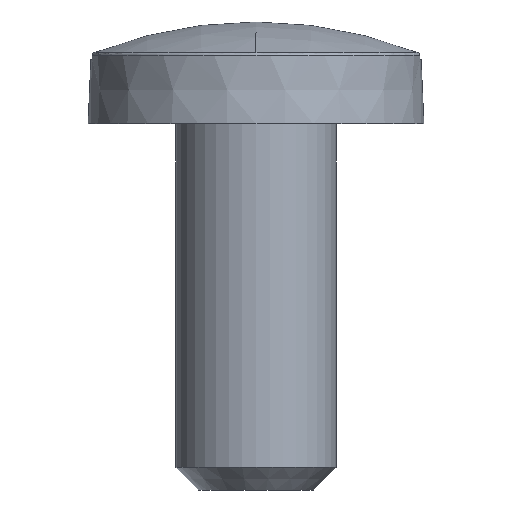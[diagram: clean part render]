
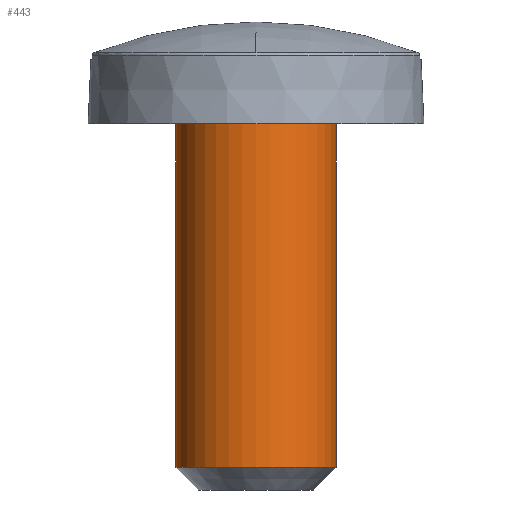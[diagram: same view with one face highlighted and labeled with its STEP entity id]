
A CAD part, front view. The second image highlights one B-rep face of the part: STEP entity #443.
In plain terms, the highlighted cylindrical face has radius 2.083 mm (diameter 4.166 mm), a partial arc.
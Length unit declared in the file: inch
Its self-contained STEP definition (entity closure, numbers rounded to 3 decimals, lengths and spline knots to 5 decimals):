
#34 = VERTEX_POINT ( 'NONE', #661 ) ;
#37 = ORIENTED_EDGE ( 'NONE', *, *, #415, .F. ) ;
#69 = DIRECTION ( 'NONE',  ( 0., 0., 1. ) ) ;
#113 = DIRECTION ( 'NONE',  ( 0., 0., 1. ) ) ;
#143 = FACE_OUTER_BOUND ( 'NONE', #364, .T. ) ;
#147 = LINE ( 'NONE', #518, #658 ) ;
#148 = CARTESIAN_POINT ( 'NONE',  ( -0.082, 0., -0.21656 ) ) ;
#180 = EDGE_CURVE ( 'NONE', #34, #660, #504, .T. ) ;
#211 = CARTESIAN_POINT ( 'NONE',  ( 0., 0., 0.135 ) ) ;
#253 = CARTESIAN_POINT ( 'NONE',  ( 0.082, 0., 0.135 ) ) ;
#263 = VERTEX_POINT ( 'NONE', #148 ) ;
#285 = AXIS2_PLACEMENT_3D ( 'NONE', #708, #69, #373 ) ;
#313 = EDGE_CURVE ( 'NONE', #591, #660, #147, .T. ) ;
#314 = VECTOR ( 'NONE', #630, 39.37008 ) ;
#326 = AXIS2_PLACEMENT_3D ( 'NONE', #581, #113, #467 ) ;
#364 = EDGE_LOOP ( 'NONE', ( #37, #483, #521, #713 ) ) ;
#373 = DIRECTION ( 'NONE',  ( 1., 0., 0. ) ) ;
#392 = DIRECTION ( 'NONE',  ( 0., 0., 1. ) ) ;
#415 = EDGE_CURVE ( 'NONE', #263, #34, #507, .T. ) ;
#443 = ADVANCED_FACE ( 'NONE', ( #143 ), #699, .T. ) ;
#465 = CIRCLE ( 'NONE', #285, 0.082 ) ;
#467 = DIRECTION ( 'NONE',  ( 1., 0., 0. ) ) ;
#483 = ORIENTED_EDGE ( 'NONE', *, *, #595, .T. ) ;
#504 = CIRCLE ( 'NONE', #612, 0.082 ) ;
#507 = LINE ( 'NONE', #633, #314 ) ;
#518 = CARTESIAN_POINT ( 'NONE',  ( 0.082, 0., 0.24 ) ) ;
#521 = ORIENTED_EDGE ( 'NONE', *, *, #313, .T. ) ;
#581 = CARTESIAN_POINT ( 'NONE',  ( 0., 0., 0.24 ) ) ;
#588 = CARTESIAN_POINT ( 'NONE',  ( 0.082, 0., -0.21656 ) ) ;
#591 = VERTEX_POINT ( 'NONE', #588 ) ;
#595 = EDGE_CURVE ( 'NONE', #263, #591, #465, .T. ) ;
#609 = DIRECTION ( 'NONE',  ( 1., 0., 0. ) ) ;
#612 = AXIS2_PLACEMENT_3D ( 'NONE', #211, #392, #609 ) ;
#616 = DIRECTION ( 'NONE',  ( 0., 0., 1. ) ) ;
#630 = DIRECTION ( 'NONE',  ( 0., 0., 1. ) ) ;
#633 = CARTESIAN_POINT ( 'NONE',  ( -0.082, 0., 0.24 ) ) ;
#658 = VECTOR ( 'NONE', #616, 39.37008 ) ;
#660 = VERTEX_POINT ( 'NONE', #253 ) ;
#661 = CARTESIAN_POINT ( 'NONE',  ( -0.082, 0., 0.135 ) ) ;
#699 = CYLINDRICAL_SURFACE ( 'NONE', #326, 0.082 ) ;
#708 = CARTESIAN_POINT ( 'NONE',  ( 0., 0., -0.21656 ) ) ;
#713 = ORIENTED_EDGE ( 'NONE', *, *, #180, .F. ) ;
